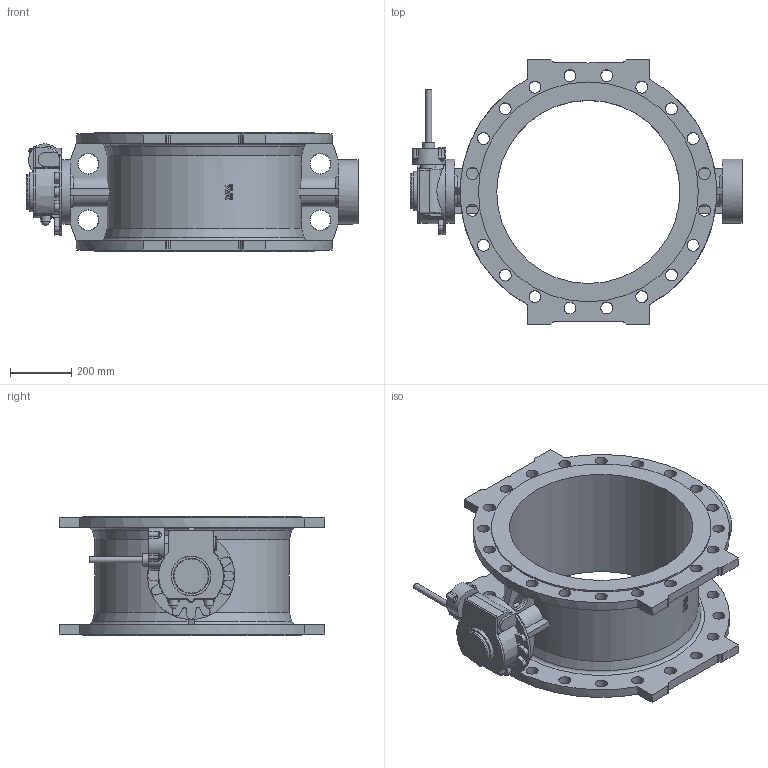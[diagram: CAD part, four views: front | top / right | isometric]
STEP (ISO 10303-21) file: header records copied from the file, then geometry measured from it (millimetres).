
FILE_DESCRIPTION (( 'STEP AP203' ), '1' );
FILE_NAME ('O_756_106_DN600_1XX_AA1_step.step', '2016-03-09T10:06:29', ( 'Windows User' ), ( 'AVK' ), 'SwSTEP 2.0', 'SolidWorks 2012', '' );
FILE_SCHEMA (( 'CONFIG_CONTROL_DESIGN' ));
Length unit declared in the file: millimetre
Products named in the file (1): O_756_106_DN600_1XX_AA1_step
Bounding box: 1087 x 870 x 390 mm (x, y, z)
Volume: 41190460.2 mm3; surface area: 3198803.2 mm2
Topology: 1 solids, 1 shells, 487 faces, 1419 edges, 944 vertices
Faces by surface type: plane 175, bspline 133, cylinder 131, cone 33, torus 13, sphere 2
Full cylindrical faces by diameter (mm): 20 x1, 30 x2, 39 x40, 116 x1, 210 x2, 600 x1, 720 x2
Entity records: 20422 total; most frequent: CARTESIAN_POINT 9061, ORIENTED_EDGE 2602, DIRECTION 1809, EDGE_CURVE 1301, VERTEX_POINT 899, AXIS2_PLACEMENT_3D 681, EDGE_LOOP 660, FACE_OUTER_BOUND 536
